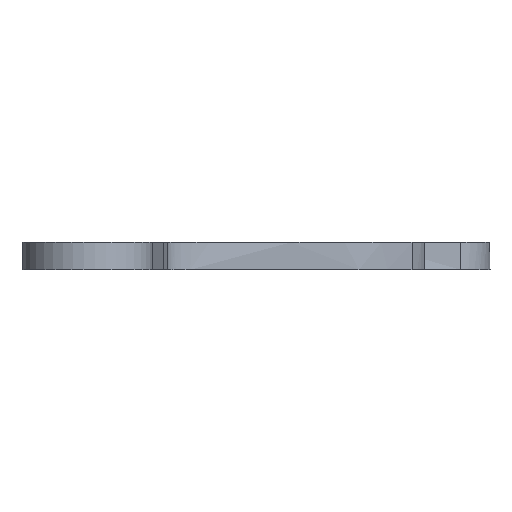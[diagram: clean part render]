
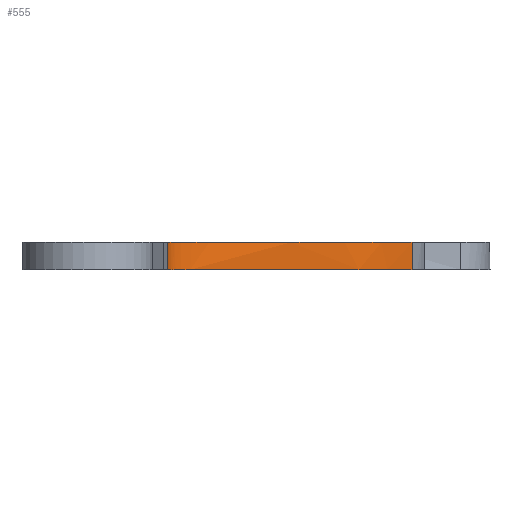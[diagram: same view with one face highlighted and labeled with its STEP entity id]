
A CAD part, left-side view. The second image highlights one B-rep face of the part: STEP entity #555.
In plain terms, the highlighted free-form (B-spline) face has degree [3, 1] with [12, 2] control points.
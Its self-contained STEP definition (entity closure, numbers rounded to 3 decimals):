
#39=B_SPLINE_SURFACE_WITH_KNOTS('',3,1,((#1053,#1054),(#1055,#1056),(#1057,
#1058),(#1059,#1060),(#1061,#1062),(#1063,#1064),(#1065,#1066),(#1067,#1068),
(#1069,#1070),(#1071,#1072),(#1073,#1074),(#1075,#1076)),.UNSPECIFIED.,
 .F.,.F.,.F.,(4,1,1,1,1,1,1,1,1,4),(2,2),(0.,1.917,3.834,
7.667,11.334,15.,16.212,17.423,
18.325,19.227),(0.,1.081),.UNSPECIFIED.);
#47=B_SPLINE_CURVE_WITH_KNOTS('',3,(#1078,#1079,#1080,#1081,#1082,#1083,
#1084,#1085),.UNSPECIFIED.,.F.,.F.,(4,1,1,1,1,4),(-10.807,-9.633,
-5.158,-3.679,-2.201,-2.022),
 .UNSPECIFIED.);
#48=B_SPLINE_CURVE_WITH_KNOTS('',3,(#1087,#1088,#1089,#1090,#1091,#1092),
 .UNSPECIFIED.,.F.,.F.,(4,2,4),(-0.63,-0.315,0.),
 .UNSPECIFIED.);
#49=B_SPLINE_CURVE_WITH_KNOTS('',3,(#1093,#1094,#1095,#1096,#1097,#1098,
#1099,#1100),.UNSPECIFIED.,.F.,.F.,(4,1,1,1,1,4),(-13.456,-13.343,
-12.416,-11.488,-8.68,-7.943),
 .UNSPECIFIED.);
#82=FACE_OUTER_BOUND('',#112,.T.);
#112=EDGE_LOOP('',(#395,#396,#397,#398));
#151=LINE('',#1046,#192);
#192=VECTOR('',#635,10.);
#246=VERTEX_POINT('',#945);
#248=VERTEX_POINT('',#1030);
#251=VERTEX_POINT('',#1077);
#252=VERTEX_POINT('',#1086);
#305=EDGE_CURVE('',#246,#248,#151,.T.);
#309=EDGE_CURVE('',#248,#251,#47,.T.);
#310=EDGE_CURVE('',#251,#252,#48,.T.);
#311=EDGE_CURVE('',#252,#246,#49,.T.);
#395=ORIENTED_EDGE('',*,*,#305,.T.);
#396=ORIENTED_EDGE('',*,*,#309,.T.);
#397=ORIENTED_EDGE('',*,*,#310,.T.);
#398=ORIENTED_EDGE('',*,*,#311,.T.);
#555=ADVANCED_FACE('',(#82),#39,.T.);
#635=DIRECTION('',(0.,0.,1.));
#945=CARTESIAN_POINT('',(104.534,43.754,0.));
#1030=CARTESIAN_POINT('',(104.534,43.754,6.3));
#1046=CARTESIAN_POINT('',(104.534,43.754,6.3));
#1053=CARTESIAN_POINT('Ctrl Pts',(199.023,2.631,7.656));
#1054=CARTESIAN_POINT('Ctrl Pts',(199.023,2.631,-3.159));
#1055=CARTESIAN_POINT('Ctrl Pts',(193.159,1.671,7.656));
#1056=CARTESIAN_POINT('Ctrl Pts',(193.159,1.671,-3.159));
#1057=CARTESIAN_POINT('Ctrl Pts',(179.917,6.799,7.656));
#1058=CARTESIAN_POINT('Ctrl Pts',(179.917,6.799,-3.159));
#1059=CARTESIAN_POINT('Ctrl Pts',(156.362,14.75,7.656));
#1060=CARTESIAN_POINT('Ctrl Pts',(156.362,14.75,-3.159));
#1061=CARTESIAN_POINT('Ctrl Pts',(128.403,29.484,7.656));
#1062=CARTESIAN_POINT('Ctrl Pts',(128.403,29.484,-3.159));
#1063=CARTESIAN_POINT('Ctrl Pts',(94.807,47.192,7.656));
#1064=CARTESIAN_POINT('Ctrl Pts',(94.807,47.192,-3.159));
#1065=CARTESIAN_POINT('Ctrl Pts',(81.216,73.973,7.656));
#1066=CARTESIAN_POINT('Ctrl Pts',(81.216,73.973,-3.159));
#1067=CARTESIAN_POINT('Ctrl Pts',(72.072,90.739,7.656));
#1068=CARTESIAN_POINT('Ctrl Pts',(72.072,90.739,-3.159));
#1069=CARTESIAN_POINT('Ctrl Pts',(64.89,102.508,7.656));
#1070=CARTESIAN_POINT('Ctrl Pts',(64.89,102.508,-3.159));
#1071=CARTESIAN_POINT('Ctrl Pts',(55.439,97.45,7.656));
#1072=CARTESIAN_POINT('Ctrl Pts',(55.439,97.45,-3.159));
#1073=CARTESIAN_POINT('Ctrl Pts',(49.242,95.426,7.656));
#1074=CARTESIAN_POINT('Ctrl Pts',(49.242,95.426,-3.159));
#1075=CARTESIAN_POINT('Ctrl Pts',(47.018,93.894,7.656));
#1076=CARTESIAN_POINT('Ctrl Pts',(47.018,93.894,-3.159));
#1077=CARTESIAN_POINT('',(62.318,100.072,6.3));
#1078=CARTESIAN_POINT('Ctrl Pts',(104.534,43.754,6.3));
#1079=CARTESIAN_POINT('Ctrl Pts',(102.011,45.684,6.3));
#1080=CARTESIAN_POINT('Ctrl Pts',(90.506,55.668,6.3));
#1081=CARTESIAN_POINT('Ctrl Pts',(81.216,73.973,6.3));
#1082=CARTESIAN_POINT('Ctrl Pts',(72.072,90.739,6.3));
#1083=CARTESIAN_POINT('Ctrl Pts',(66.521,99.835,6.3));
#1084=CARTESIAN_POINT('Ctrl Pts',(62.736,100.088,6.3));
#1085=CARTESIAN_POINT('Ctrl Pts',(62.318,100.072,6.3));
#1086=CARTESIAN_POINT('',(62.318,100.072,0.));
#1087=CARTESIAN_POINT('Ctrl Pts',(62.318,100.072,6.3));
#1088=CARTESIAN_POINT('Ctrl Pts',(62.318,100.072,5.25));
#1089=CARTESIAN_POINT('Ctrl Pts',(62.318,100.072,4.2));
#1090=CARTESIAN_POINT('Ctrl Pts',(62.318,100.072,2.1));
#1091=CARTESIAN_POINT('Ctrl Pts',(62.318,100.072,1.05));
#1092=CARTESIAN_POINT('Ctrl Pts',(62.318,100.072,0.));
#1093=CARTESIAN_POINT('Ctrl Pts',(62.318,100.072,0.));
#1094=CARTESIAN_POINT('Ctrl Pts',(62.736,100.088,0.));
#1095=CARTESIAN_POINT('Ctrl Pts',(66.521,99.835,0.));
#1096=CARTESIAN_POINT('Ctrl Pts',(72.072,90.739,0.));
#1097=CARTESIAN_POINT('Ctrl Pts',(81.216,73.973,0.));
#1098=CARTESIAN_POINT('Ctrl Pts',(90.506,55.668,0.));
#1099=CARTESIAN_POINT('Ctrl Pts',(102.011,45.684,0.));
#1100=CARTESIAN_POINT('Ctrl Pts',(104.534,43.754,0.));
